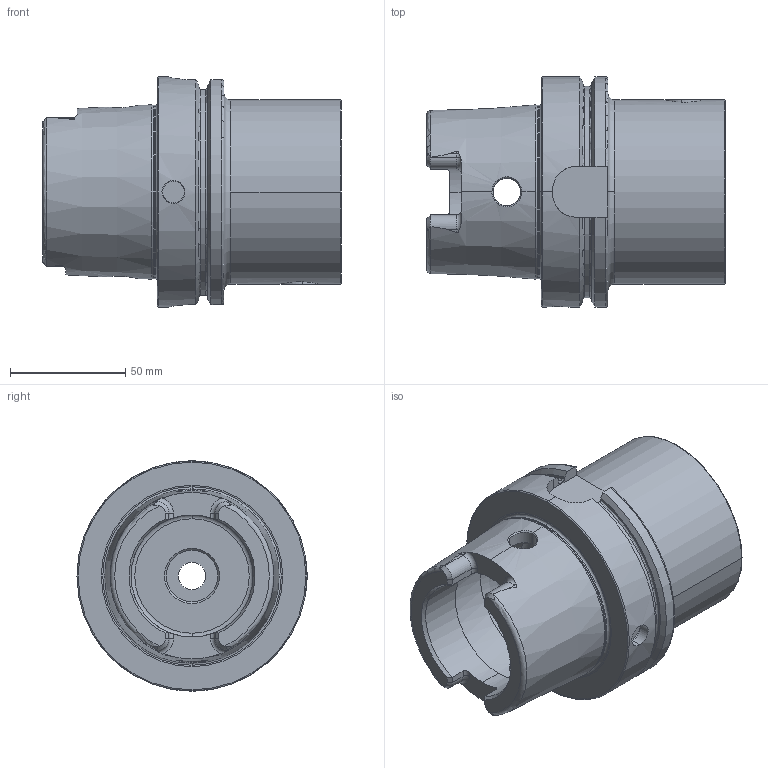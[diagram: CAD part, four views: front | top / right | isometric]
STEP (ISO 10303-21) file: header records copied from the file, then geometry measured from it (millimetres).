
FILE_DESCRIPTION (( 'STEP AP214' ), '1' );
FILE_NAME ('A44.810.080.080.STEP', '2015-10-05T13:48:16', ( 'SWIAdmin' ), ( 'Hewlett-Packard Company' ), 'SwSTEP 2.0', 'SolidWorks 2015', '' );
FILE_SCHEMA (( 'AUTOMOTIVE_DESIGN' ));
Length unit declared in the file: millimetre
Products named in the file (3): A44.810.080.080; WH8-ER1.001.029; HA0-WH8.K01.080_A_Fertigbearbeitung
Assembly tree (3 placements, depth 2):
  A44.810.080.080
    HA0-WH8.K01.080_A_Fertigbearbeitung
    WH8-ER1.001.029  x2
Bounding box: 129.9 x 100 x 100 mm (x, y, z)
Volume: 469666.7 mm3; surface area: 72166.6 mm2
Topology: 3 solids, 3 shells, 200 faces, 501 edges, 309 vertices
Faces by surface type: plane 59, cylinder 58, torus 45, cone 30, bspline 8
Entity records: 8928 total; most frequent: CARTESIAN_POINT 3180, ORIENTED_EDGE 938, DIRECTION 901, EDGE_CURVE 469, AXIS2_PLACEMENT_3D 370, VERTEX_POINT 289, EDGE_LOOP 196, CIRCLE 187
